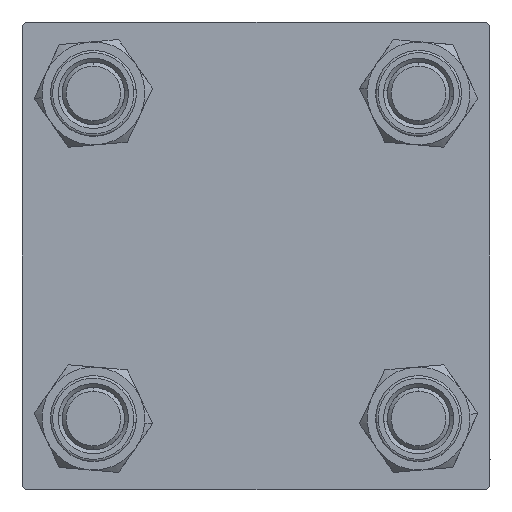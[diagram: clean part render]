
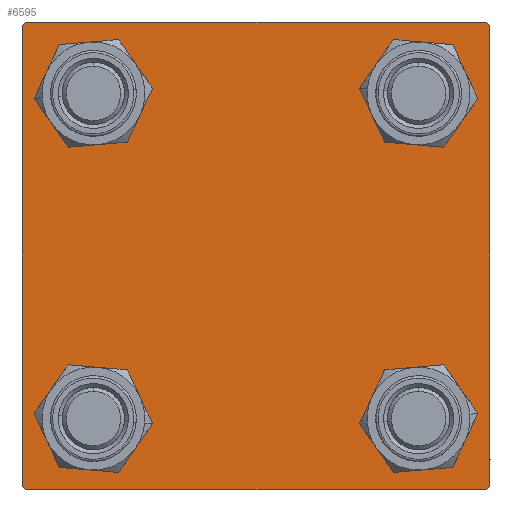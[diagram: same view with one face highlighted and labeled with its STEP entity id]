
A CAD part, left-side view. The second image highlights one B-rep face of the part: STEP entity #6595.
In plain terms, the highlighted planar face has unit normal (-1, 0, 0).
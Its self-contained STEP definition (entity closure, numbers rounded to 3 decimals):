
#1300 = VERTEX_POINT ( 'NONE', #37877 ) ;
#1372 = AXIS2_PLACEMENT_3D ( 'NONE', #34670, #56824, #38697 ) ;
#1602 = EDGE_CURVE ( 'NONE', #1300, #15984, #22607, .T. ) ;
#1680 = EDGE_CURVE ( 'NONE', #8247, #13039, #22465, .T. ) ;
#1735 = DIRECTION ( 'NONE',  ( 0., 0., -1. ) ) ;
#1775 = CARTESIAN_POINT ( 'NONE',  ( 0., 0., 0. ) ) ;
#1839 = LINE ( 'NONE', #24488, #32304 ) ;
#3644 = DIRECTION ( 'NONE',  ( 0., 0., 1. ) ) ;
#3972 = CARTESIAN_POINT ( 'NONE',  ( 0., -20.85, -16.35 ) ) ;
#4859 = DIRECTION ( 'NONE',  ( 0., 0., 1. ) ) ;
#5407 = VERTEX_POINT ( 'NONE', #24484 ) ;
#5785 = DIRECTION ( 'NONE',  ( 0., 0., -1. ) ) ;
#5957 = CARTESIAN_POINT ( 'NONE',  ( 0., -20.85, -20.85 ) ) ;
#6222 = EDGE_CURVE ( 'NONE', #17181, #31460, #41762, .T. ) ;
#6245 = CIRCLE ( 'NONE', #23647, 4.5 ) ;
#6378 = FACE_OUTER_BOUND ( 'NONE', #7720, .T. ) ;
#6595 = ADVANCED_FACE ( 'NONE', ( #50607, #50330, #27890, #40831, #6378 ), #54913, .T. ) ;
#7077 = CIRCLE ( 'NONE', #29079, 4.5 ) ;
#7249 = DIRECTION ( 'NONE',  ( 1., 0., 0. ) ) ;
#7252 = CARTESIAN_POINT ( 'NONE',  ( 0., -20.85, 25.35 ) ) ;
#7457 = AXIS2_PLACEMENT_3D ( 'NONE', #52859, #49098, #4859 ) ;
#7720 = EDGE_LOOP ( 'NONE', ( #40442, #43369, #29399, #9159, #22131, #17015, #47943, #49106 ) ) ;
#7944 = DIRECTION ( 'NONE',  ( 1., 0., 0. ) ) ;
#8011 = EDGE_CURVE ( 'NONE', #30092, #36975, #51911, .T. ) ;
#8247 = VERTEX_POINT ( 'NONE', #11251 ) ;
#8388 = CARTESIAN_POINT ( 'NONE',  ( 0., 30., -29.5 ) ) ;
#8603 = EDGE_CURVE ( 'NONE', #33739, #1300, #26081, .T. ) ;
#9159 = ORIENTED_EDGE ( 'NONE', *, *, #20261, .T. ) ;
#9649 = AXIS2_PLACEMENT_3D ( 'NONE', #47302, #7944, #3644 ) ;
#10255 = DIRECTION ( 'NONE',  ( 1., 0., 0. ) ) ;
#11251 = CARTESIAN_POINT ( 'NONE',  ( 0., 20.85, -25.35 ) ) ;
#11445 = CIRCLE ( 'NONE', #56406, 4.5 ) ;
#13039 = VERTEX_POINT ( 'NONE', #35927 ) ;
#13290 = CARTESIAN_POINT ( 'NONE',  ( 0., -20.85, 20.85 ) ) ;
#13437 = ORIENTED_EDGE ( 'NONE', *, *, #8011, .T. ) ;
#13614 = EDGE_LOOP ( 'NONE', ( #22066, #50915 ) ) ;
#13729 = CARTESIAN_POINT ( 'NONE',  ( 0., 29.75, -29.75 ) ) ;
#14383 = CARTESIAN_POINT ( 'NONE',  ( 0., -30., 30. ) ) ;
#14846 = EDGE_LOOP ( 'NONE', ( #26438, #28685 ) ) ;
#14951 = EDGE_CURVE ( 'NONE', #28483, #31571, #1839, .T. ) ;
#15375 = DIRECTION ( 'NONE',  ( 0., -0.707, 0.707 ) ) ;
#15583 = DIRECTION ( 'NONE',  ( 0., 0., 1. ) ) ;
#15857 = DIRECTION ( 'NONE',  ( 1., 0., 0. ) ) ;
#15984 = VERTEX_POINT ( 'NONE', #16522 ) ;
#16522 = CARTESIAN_POINT ( 'NONE',  ( 0., -29.5, -30. ) ) ;
#17015 = ORIENTED_EDGE ( 'NONE', *, *, #28636, .T. ) ;
#17181 = VERTEX_POINT ( 'NONE', #36015 ) ;
#17786 = AXIS2_PLACEMENT_3D ( 'NONE', #5957, #10255, #27199 ) ;
#17884 = CARTESIAN_POINT ( 'NONE',  ( 0., -20.85, -20.85 ) ) ;
#18355 = DIRECTION ( 'NONE',  ( 0., 0.707, -0.707 ) ) ;
#18417 = LINE ( 'NONE', #21891, #27999 ) ;
#18925 = LINE ( 'NONE', #36447, #25347 ) ;
#19050 = VERTEX_POINT ( 'NONE', #24250 ) ;
#19135 = CARTESIAN_POINT ( 'NONE',  ( 0., 29.5, 30. ) ) ;
#20157 = DIRECTION ( 'NONE',  ( 0., 0., 1. ) ) ;
#20261 = EDGE_CURVE ( 'NONE', #15984, #24658, #54470, .T. ) ;
#20997 = EDGE_CURVE ( 'NONE', #36975, #30092, #23328, .T. ) ;
#21891 = CARTESIAN_POINT ( 'NONE',  ( 0., -29.75, 29.75 ) ) ;
#22066 = ORIENTED_EDGE ( 'NONE', *, *, #41428, .T. ) ;
#22131 = ORIENTED_EDGE ( 'NONE', *, *, #51693, .F. ) ;
#22156 = EDGE_CURVE ( 'NONE', #31460, #17181, #11445, .T. ) ;
#22465 = CIRCLE ( 'NONE', #9649, 4.5 ) ;
#22607 = LINE ( 'NONE', #40426, #47270 ) ;
#23183 = DIRECTION ( 'NONE',  ( 0., -1., 0. ) ) ;
#23328 = CIRCLE ( 'NONE', #17786, 4.5 ) ;
#23647 = AXIS2_PLACEMENT_3D ( 'NONE', #13290, #48360, #47220 ) ;
#24250 = CARTESIAN_POINT ( 'NONE',  ( 0., -20.85, 16.35 ) ) ;
#24484 = CARTESIAN_POINT ( 'NONE',  ( 0., -30., 29.5 ) ) ;
#24488 = CARTESIAN_POINT ( 'NONE',  ( 0., 30., 30. ) ) ;
#24658 = VERTEX_POINT ( 'NONE', #26989 ) ;
#25249 = VERTEX_POINT ( 'NONE', #7252 ) ;
#25347 = VECTOR ( 'NONE', #18355, 1000. ) ;
#26081 = LINE ( 'NONE', #13729, #43663 ) ;
#26375 = DIRECTION ( 'NONE',  ( 0., -0.707, -0.707 ) ) ;
#26438 = ORIENTED_EDGE ( 'NONE', *, *, #6222, .T. ) ;
#26784 = CARTESIAN_POINT ( 'NONE',  ( 0., 20.85, 20.85 ) ) ;
#26941 = EDGE_CURVE ( 'NONE', #44142, #33739, #50007, .T. ) ;
#26989 = CARTESIAN_POINT ( 'NONE',  ( 0., -30., -29.5 ) ) ;
#27071 = DIRECTION ( 'NONE',  ( 1., 0., 0. ) ) ;
#27199 = DIRECTION ( 'NONE',  ( 0., 0., 1. ) ) ;
#27619 = DIRECTION ( 'NONE',  ( -1., 0., 0. ) ) ;
#27890 = FACE_BOUND ( 'NONE', #35886, .T. ) ;
#27916 = VECTOR ( 'NONE', #1735, 1000. ) ;
#27999 = VECTOR ( 'NONE', #35092, 1000. ) ;
#28141 = CARTESIAN_POINT ( 'NONE',  ( 0., 30., 30. ) ) ;
#28483 = VERTEX_POINT ( 'NONE', #19135 ) ;
#28636 = EDGE_CURVE ( 'NONE', #5407, #31571, #18417, .T. ) ;
#28685 = ORIENTED_EDGE ( 'NONE', *, *, #22156, .T. ) ;
#29079 = AXIS2_PLACEMENT_3D ( 'NONE', #42580, #15857, #15583 ) ;
#29399 = ORIENTED_EDGE ( 'NONE', *, *, #1602, .T. ) ;
#29820 = EDGE_LOOP ( 'NONE', ( #13437, #42092 ) ) ;
#30092 = VERTEX_POINT ( 'NONE', #3972 ) ;
#31460 = VERTEX_POINT ( 'NONE', #44617 ) ;
#31571 = VERTEX_POINT ( 'NONE', #51212 ) ;
#32187 = CIRCLE ( 'NONE', #7457, 4.5 ) ;
#32304 = VECTOR ( 'NONE', #36858, 1000. ) ;
#32597 = CARTESIAN_POINT ( 'NONE',  ( 0., -20.85, -25.35 ) ) ;
#33739 = VERTEX_POINT ( 'NONE', #8388 ) ;
#34332 = ORIENTED_EDGE ( 'NONE', *, *, #1680, .T. ) ;
#34670 = CARTESIAN_POINT ( 'NONE',  ( 0., 20.85, 20.85 ) ) ;
#35092 = DIRECTION ( 'NONE',  ( 0., 0.707, 0.707 ) ) ;
#35886 = EDGE_LOOP ( 'NONE', ( #48585, #34332 ) ) ;
#35927 = CARTESIAN_POINT ( 'NONE',  ( 0., 20.85, -16.35 ) ) ;
#36015 = CARTESIAN_POINT ( 'NONE',  ( 0., 20.85, 25.35 ) ) ;
#36353 = CARTESIAN_POINT ( 'NONE',  ( 0., -29.75, -29.75 ) ) ;
#36447 = CARTESIAN_POINT ( 'NONE',  ( 0., 29.75, 29.75 ) ) ;
#36858 = DIRECTION ( 'NONE',  ( 0., -1., 0. ) ) ;
#36975 = VERTEX_POINT ( 'NONE', #32597 ) ;
#37877 = CARTESIAN_POINT ( 'NONE',  ( 0., 29.5, -30. ) ) ;
#38697 = DIRECTION ( 'NONE',  ( 0., 0., 1. ) ) ;
#40426 = CARTESIAN_POINT ( 'NONE',  ( 0., 30., -30. ) ) ;
#40442 = ORIENTED_EDGE ( 'NONE', *, *, #26941, .T. ) ;
#40831 = FACE_BOUND ( 'NONE', #14846, .T. ) ;
#40854 = AXIS2_PLACEMENT_3D ( 'NONE', #17884, #27071, #52964 ) ;
#41428 = EDGE_CURVE ( 'NONE', #25249, #19050, #6245, .T. ) ;
#41762 = CIRCLE ( 'NONE', #1372, 4.5 ) ;
#42092 = ORIENTED_EDGE ( 'NONE', *, *, #20997, .T. ) ;
#42577 = VECTOR ( 'NONE', #15375, 1000. ) ;
#42580 = CARTESIAN_POINT ( 'NONE',  ( 0., -20.85, 20.85 ) ) ;
#43369 = ORIENTED_EDGE ( 'NONE', *, *, #8603, .T. ) ;
#43580 = AXIS2_PLACEMENT_3D ( 'NONE', #1775, #27619, #54633 ) ;
#43663 = VECTOR ( 'NONE', #26375, 1000. ) ;
#43935 = CARTESIAN_POINT ( 'NONE',  ( 0., 30., 29.5 ) ) ;
#44142 = VERTEX_POINT ( 'NONE', #43935 ) ;
#44617 = CARTESIAN_POINT ( 'NONE',  ( 0., 20.85, 16.35 ) ) ;
#46946 = EDGE_CURVE ( 'NONE', #13039, #8247, #32187, .T. ) ;
#47220 = DIRECTION ( 'NONE',  ( 0., 0., 1. ) ) ;
#47270 = VECTOR ( 'NONE', #23183, 1000. ) ;
#47302 = CARTESIAN_POINT ( 'NONE',  ( 0., 20.85, -20.85 ) ) ;
#47943 = ORIENTED_EDGE ( 'NONE', *, *, #14951, .F. ) ;
#48360 = DIRECTION ( 'NONE',  ( 1., 0., 0. ) ) ;
#48414 = VECTOR ( 'NONE', #5785, 1000. ) ;
#48585 = ORIENTED_EDGE ( 'NONE', *, *, #46946, .T. ) ;
#49083 = EDGE_CURVE ( 'NONE', #28483, #44142, #18925, .T. ) ;
#49098 = DIRECTION ( 'NONE',  ( 1., 0., 0. ) ) ;
#49106 = ORIENTED_EDGE ( 'NONE', *, *, #49083, .T. ) ;
#50007 = LINE ( 'NONE', #28141, #27916 ) ;
#50330 = FACE_BOUND ( 'NONE', #29820, .T. ) ;
#50607 = FACE_BOUND ( 'NONE', #13614, .T. ) ;
#50633 = EDGE_CURVE ( 'NONE', #19050, #25249, #7077, .T. ) ;
#50915 = ORIENTED_EDGE ( 'NONE', *, *, #50633, .T. ) ;
#51212 = CARTESIAN_POINT ( 'NONE',  ( 0., -29.5, 30. ) ) ;
#51693 = EDGE_CURVE ( 'NONE', #5407, #24658, #54621, .T. ) ;
#51911 = CIRCLE ( 'NONE', #40854, 4.5 ) ;
#52859 = CARTESIAN_POINT ( 'NONE',  ( 0., 20.85, -20.85 ) ) ;
#52964 = DIRECTION ( 'NONE',  ( 0., 0., 1. ) ) ;
#54470 = LINE ( 'NONE', #36353, #42577 ) ;
#54621 = LINE ( 'NONE', #14383, #48414 ) ;
#54633 = DIRECTION ( 'NONE',  ( 0., 0., 1. ) ) ;
#54913 = PLANE ( 'NONE',  #43580 ) ;
#56406 = AXIS2_PLACEMENT_3D ( 'NONE', #26784, #7249, #20157 ) ;
#56824 = DIRECTION ( 'NONE',  ( 1., 0., 0. ) ) ;
